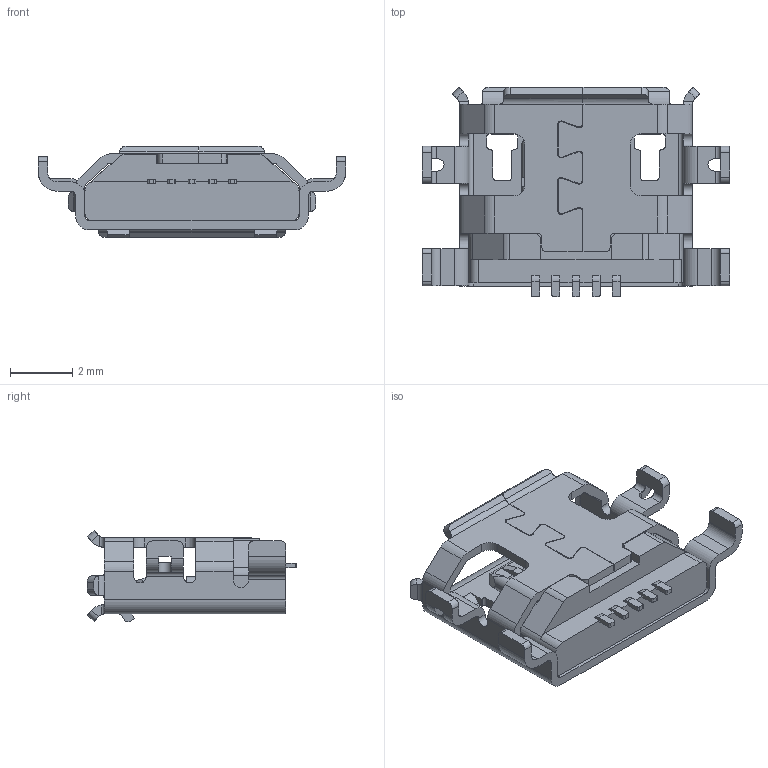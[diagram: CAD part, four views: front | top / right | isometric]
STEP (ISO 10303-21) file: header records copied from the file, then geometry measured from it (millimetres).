
FILE_DESCRIPTION(('CoCreate Modeling STEP Export'),'2;1');
FILE_NAME('0.stp','2017-03-09T17:09:07',(''),(''),'CoCreate Modeling STEP processor for AP214 (Solid Model)','CoCreate Modeling 16.00 13-May-2008 (C) Parametric Technology GmbH','');
FILE_SCHEMA(('AUTOMOTIVE_DESIGN { 1 0 10303 214 1 1 1 1 }'));
Length unit declared in the file: millimetre
Products named in the file (7): 4DIP08SHELLXIAWUFANBIUAN; 4DIP08HOUSING; 08MOLDING; 4DIP08XIAWUFANBIAN_ASM; USB-1082-05CS.stp; USB-1074-05S.stp; 010101020-005
Assembly tree (6 placements, depth 6):
  010101020-005
    USB-1074-05S.stp
      USB-1082-05CS.stp
        4DIP08XIAWUFANBIAN_ASM
          08MOLDING
            4DIP08HOUSING
          4DIP08SHELLXIAWUFANBIUAN
Bounding box: 9.9 x 6.75 x 2.94 mm (x, y, z)
Volume: 55.1 mm3; surface area: 289.7 mm2
Topology: 1 solids, 1 shells, 594 faces, 1712 edges, 1102 vertices
Faces by surface type: plane 376, cylinder 204, cone 10, torus 2, bspline 2
Entity records: 19653 total; most frequent: CARTESIAN_POINT 3753, ORIENTED_EDGE 3424, DIRECTION 3187, EDGE_CURVE 1712, VECTOR 1215, LINE 1215, VERTEX_POINT 1102, AXIS2_PLACEMENT_3D 986
